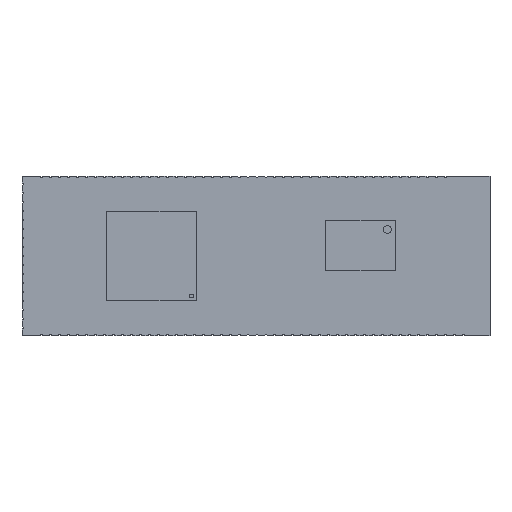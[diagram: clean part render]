
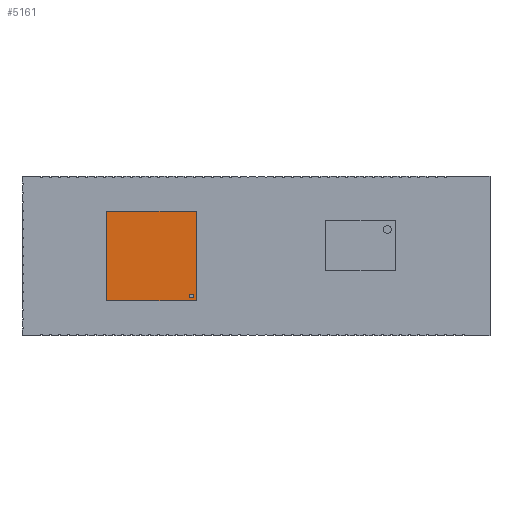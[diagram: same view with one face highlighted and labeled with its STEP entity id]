
A CAD part, top view. The second image highlights one B-rep face of the part: STEP entity #5161.
In plain terms, the highlighted planar face has unit normal (0, 0, 1).
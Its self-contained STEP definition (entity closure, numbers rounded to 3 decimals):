
#77=FACE_BOUND('',#586,.T.);
#123=PLANE('',#5486);
#304=FACE_OUTER_BOUND('',#585,.T.);
#585=EDGE_LOOP('',(#3516,#3517,#3518,#3519));
#586=EDGE_LOOP('',(#3520));
#906=LINE('',#7761,#1388);
#911=LINE('',#7770,#1393);
#912=LINE('',#7773,#1394);
#913=LINE('',#7774,#1395);
#1388=VECTOR('',#6105,1.);
#1393=VECTOR('',#6112,1.);
#1394=VECTOR('',#6115,1.);
#1395=VECTOR('',#6116,1.);
#1858=CIRCLE('',#5487,0.2);
#2165=VERTEX_POINT('',#7758);
#2166=VERTEX_POINT('',#7760);
#2169=VERTEX_POINT('',#7768);
#2170=VERTEX_POINT('',#7772);
#2171=VERTEX_POINT('',#7775);
#2714=EDGE_CURVE('',#2165,#2166,#906,.T.);
#2719=EDGE_CURVE('',#2165,#2169,#911,.T.);
#2720=EDGE_CURVE('',#2169,#2170,#912,.T.);
#2721=EDGE_CURVE('',#2166,#2170,#913,.T.);
#2722=EDGE_CURVE('',#2171,#2171,#1858,.T.);
#3516=ORIENTED_EDGE('',*,*,#2714,.F.);
#3517=ORIENTED_EDGE('',*,*,#2719,.T.);
#3518=ORIENTED_EDGE('',*,*,#2720,.T.);
#3519=ORIENTED_EDGE('',*,*,#2721,.F.);
#3520=ORIENTED_EDGE('',*,*,#2722,.T.);
#5161=ADVANCED_FACE('',(#304,#77),#123,.T.);
#5486=AXIS2_PLACEMENT_3D('',#7771,#6113,#6114);
#5487=AXIS2_PLACEMENT_3D('',#7776,#6117,#6118);
#6105=DIRECTION('',(1.,0.,0.));
#6112=DIRECTION('',(0.,-1.,0.));
#6113=DIRECTION('center_axis',(0.,0.,1.));
#6114=DIRECTION('ref_axis',(0.,-1.,0.));
#6115=DIRECTION('',(1.,0.,0.));
#6116=DIRECTION('',(0.,-1.,0.));
#6117=DIRECTION('center_axis',(0.,0.,-1.));
#6118=DIRECTION('ref_axis',(0.,-1.,0.));
#7758=CARTESIAN_POINT('',(-4.5,4.5,1.2));
#7760=CARTESIAN_POINT('',(4.5,4.5,1.2));
#7761=CARTESIAN_POINT('',(-4.5,4.5,1.2));
#7768=CARTESIAN_POINT('',(-4.5,-4.5,1.2));
#7770=CARTESIAN_POINT('',(-4.5,4.5,1.2));
#7771=CARTESIAN_POINT('Origin',(-4.5,4.5,1.2));
#7772=CARTESIAN_POINT('',(4.5,-4.5,1.2));
#7773=CARTESIAN_POINT('',(-4.5,-4.5,1.2));
#7774=CARTESIAN_POINT('',(4.5,4.5,1.2));
#7775=CARTESIAN_POINT('',(-4.02,4.22,1.2));
#7776=CARTESIAN_POINT('Origin',(-4.02,4.02,1.2));
